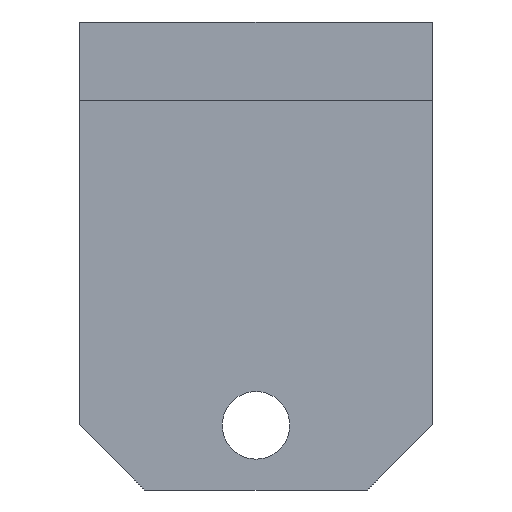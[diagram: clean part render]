
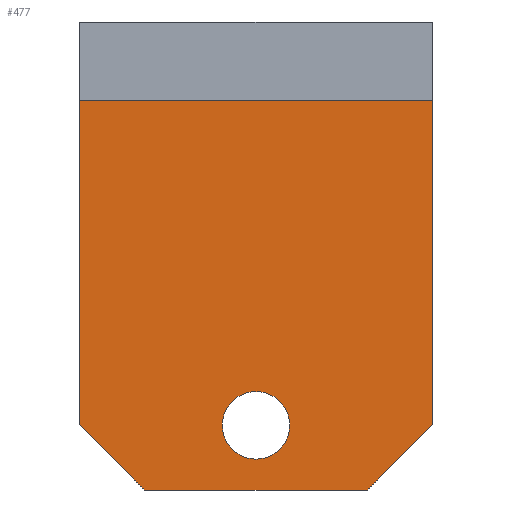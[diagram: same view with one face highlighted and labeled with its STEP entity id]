
A CAD part, left-side view. The second image highlights one B-rep face of the part: STEP entity #477.
In plain terms, the highlighted planar face has unit normal (-1, 0, 0).
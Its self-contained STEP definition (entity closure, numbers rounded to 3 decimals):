
#17=FACE_BOUND('',#87,.T.);
#41=PLANE('',#528);
#57=FACE_OUTER_BOUND('',#86,.T.);
#86=EDGE_LOOP('',(#352,#353,#354,#355,#356,#357));
#87=EDGE_LOOP('',(#358));
#129=LINE('',#734,#166);
#133=LINE('',#742,#170);
#136=LINE('',#748,#173);
#137=LINE('',#750,#174);
#138=LINE('',#752,#175);
#139=LINE('',#753,#176);
#166=VECTOR('',#593,10.);
#170=VECTOR('',#599,10.);
#173=VECTOR('',#604,10.);
#174=VECTOR('',#605,10.);
#175=VECTOR('',#606,10.);
#176=VECTOR('',#607,10.);
#205=CIRCLE('',#529,2.6);
#231=VERTEX_POINT('',#732);
#232=VERTEX_POINT('',#733);
#235=VERTEX_POINT('',#741);
#237=VERTEX_POINT('',#747);
#238=VERTEX_POINT('',#749);
#239=VERTEX_POINT('',#751);
#240=VERTEX_POINT('',#754);
#275=EDGE_CURVE('',#231,#232,#129,.T.);
#279=EDGE_CURVE('',#235,#232,#133,.T.);
#282=EDGE_CURVE('',#231,#237,#136,.T.);
#283=EDGE_CURVE('',#238,#237,#137,.T.);
#284=EDGE_CURVE('',#238,#239,#138,.T.);
#285=EDGE_CURVE('',#235,#239,#139,.T.);
#286=EDGE_CURVE('',#240,#240,#205,.T.);
#352=ORIENTED_EDGE('',*,*,#275,.F.);
#353=ORIENTED_EDGE('',*,*,#282,.T.);
#354=ORIENTED_EDGE('',*,*,#283,.F.);
#355=ORIENTED_EDGE('',*,*,#284,.T.);
#356=ORIENTED_EDGE('',*,*,#285,.F.);
#357=ORIENTED_EDGE('',*,*,#279,.T.);
#358=ORIENTED_EDGE('',*,*,#286,.T.);
#477=ADVANCED_FACE('',(#57,#17),#41,.F.);
#528=AXIS2_PLACEMENT_3D('',#746,#602,#603);
#529=AXIS2_PLACEMENT_3D('',#755,#608,#609);
#593=DIRECTION('',(0.,0.707,-0.707));
#599=DIRECTION('',(0.,-1.,0.));
#602=DIRECTION('center_axis',(1.,0.,0.));
#603=DIRECTION('ref_axis',(0.,0.,-1.));
#604=DIRECTION('',(0.,0.,1.));
#605=DIRECTION('',(0.,-1.,0.));
#606=DIRECTION('',(0.,0.,-1.));
#607=DIRECTION('',(0.,0.707,0.707));
#608=DIRECTION('center_axis',(1.,0.,0.));
#609=DIRECTION('ref_axis',(0.,0.,1.));
#732=CARTESIAN_POINT('',(48.54,25.22,-31.));
#733=CARTESIAN_POINT('',(48.54,30.22,-36.));
#734=CARTESIAN_POINT('',(48.54,27.108,-32.887));
#741=CARTESIAN_POINT('',(48.54,47.32,-36.));
#742=CARTESIAN_POINT('',(48.54,25.22,-36.));
#746=CARTESIAN_POINT('Origin',(48.54,38.77,-20.));
#747=CARTESIAN_POINT('',(48.54,25.22,-6.));
#748=CARTESIAN_POINT('',(48.54,25.22,0.));
#749=CARTESIAN_POINT('',(48.54,52.32,-6.));
#750=CARTESIAN_POINT('',(48.54,38.77,-6.));
#751=CARTESIAN_POINT('',(48.54,52.32,-31.));
#752=CARTESIAN_POINT('',(48.54,52.32,-36.));
#753=CARTESIAN_POINT('',(48.54,50.433,-32.887));
#754=CARTESIAN_POINT('',(48.54,38.77,-33.627));
#755=CARTESIAN_POINT('Origin',(48.54,38.77,-31.027));
